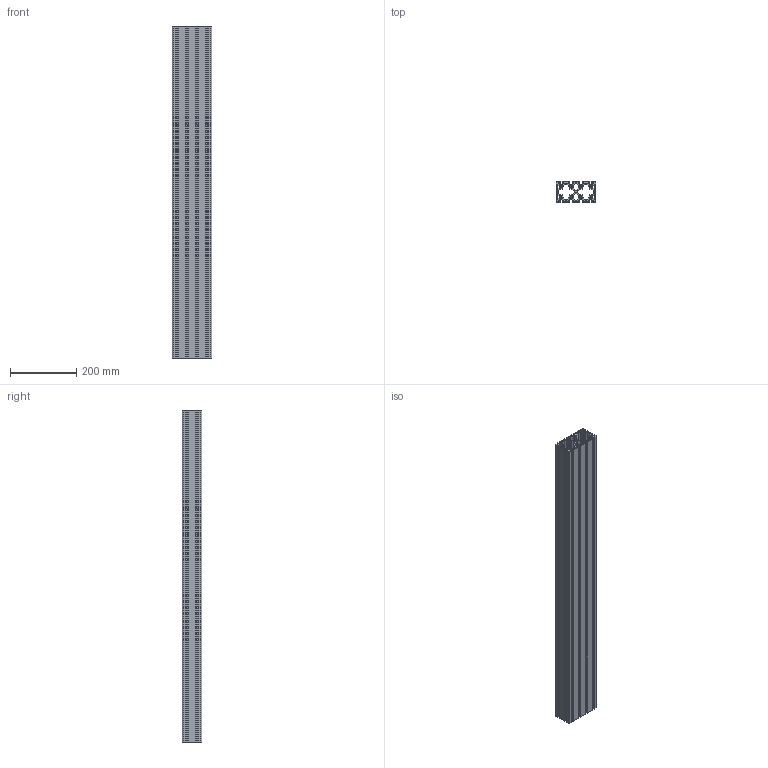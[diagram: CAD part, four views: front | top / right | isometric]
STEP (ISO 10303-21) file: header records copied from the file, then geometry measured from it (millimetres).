
FILE_DESCRIPTION(/* description */ (''),/* implementation_level */ '2;1');
FILE_NAME(/* name */ '10131_KriTec_Profil_6_120x60_schwer.stp',/* time_stamp */ '2014-09-02T10:28:06+02:00',/* author */ ('kostic'),/* organization */ (''),/* preprocessor_version */ 'ST-DEVELOPER v15.2',/* originating_system */ 'Autodesk Inventor 2014',/* authorisation */ '');
FILE_SCHEMA (('AUTOMOTIVE_DESIGN { 1 0 10303 214 3 1 1 }'));
Length unit declared in the file: millimetre
Products named in the file (1): 10131_KriTec_Profil_6_120x60_schwer
Bounding box: 120 x 60 x 1000 mm (x, y, z)
Volume: 2503311.8 mm3; surface area: 1301842.4 mm2
Topology: 1 solids, 1 shells, 314 faces, 936 edges, 624 vertices
Faces by surface type: cylinder 160, plane 154
Full cylindrical faces by diameter (mm): 5 x8
Entity records: 10669 total; most frequent: DIRECTION 1878, CARTESIAN_POINT 1867, ORIENTED_EDGE 1856, EDGE_CURVE 928, AXIS2_PLACEMENT_3D 635, VERTEX_POINT 624, LINE 608, VECTOR 608
